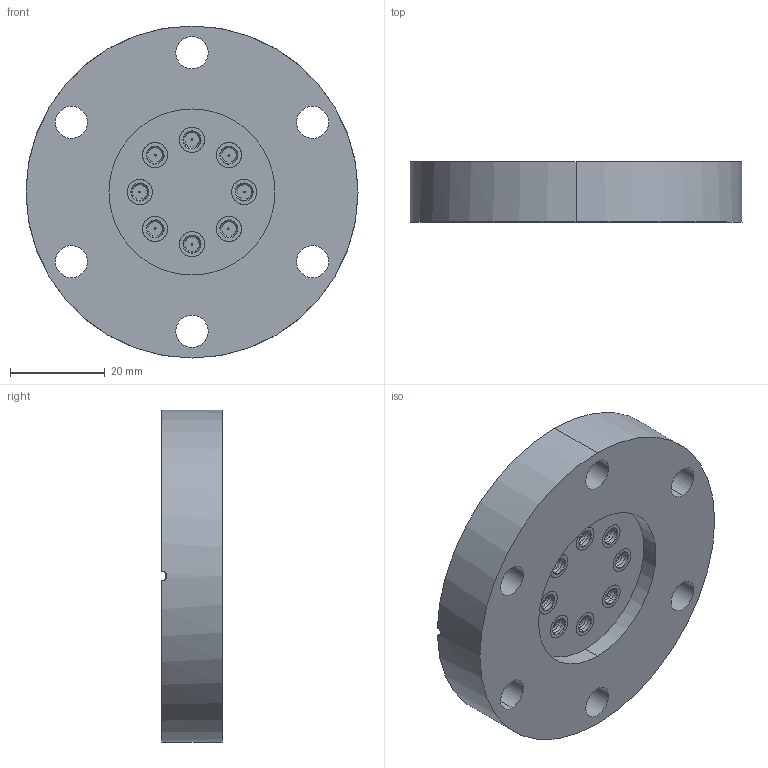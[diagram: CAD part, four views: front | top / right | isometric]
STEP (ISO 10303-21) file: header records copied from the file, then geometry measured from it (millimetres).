
FILE_DESCRIPTION (( 'STEP AP214' ), '1' );
FILE_NAME ('242-SMPD-LD-C40-8_00.STEP', '2024-10-11T10:03:43', ( '' ), ( '' ), 'SwSTEP 2.0', 'SolidWorks 2022', '' );
FILE_SCHEMA (( 'AUTOMOTIVE_DESIGN' ));
Length unit declared in the file: millimetre
Products named in the file (3): 242-SMPD-LD-C40-8_00; 242-SMPD-LD; 9242-SMPD-C40-X_9242-SMPD-C40-8
Assembly tree (9 placements, depth 2):
  242-SMPD-LD-C40-8_00
    9242-SMPD-C40-X_9242-SMPD-C40-8
    242-SMPD-LD  x8
Bounding box: 70 x 12.7 x 70 mm (x, y, z)
Volume: 39992.8 mm3; surface area: 15008.5 mm2
Topology: 17 solids, 17 shells, 335 faces, 734 edges, 418 vertices
Faces by surface type: cylinder 164, cone 100, plane 37, sphere 32, torus 2
Entity records: 2711 total; most frequent: DIRECTION 500, CARTESIAN_POINT 471, ORIENTED_EDGE 388, AXIS2_PLACEMENT_3D 215, EDGE_CURVE 194, CIRCLE 120, VERTEX_POINT 120, EDGE_LOOP 114
